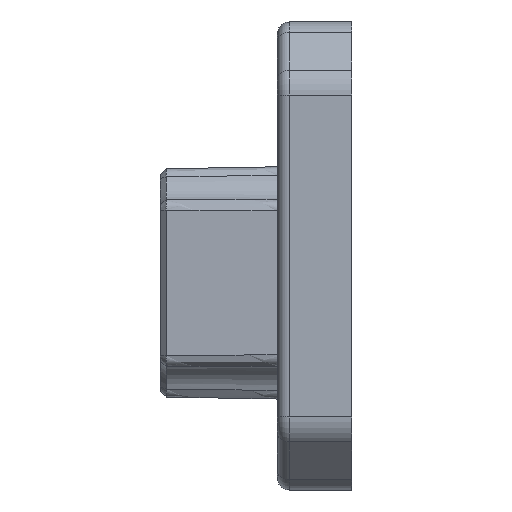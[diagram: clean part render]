
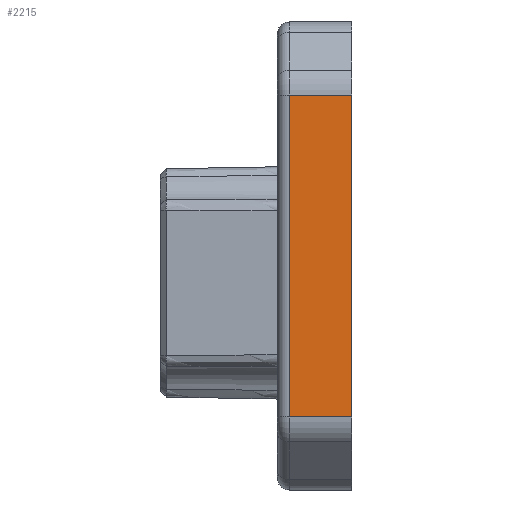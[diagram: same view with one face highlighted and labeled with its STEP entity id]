
A CAD part, front view. The second image highlights one B-rep face of the part: STEP entity #2215.
In plain terms, the highlighted planar face has unit normal (0, -1, 0).
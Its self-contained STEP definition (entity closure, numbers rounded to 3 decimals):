
#249=PLANE('',#2415);
#273=LINE('',#3033,#405);
#311=LINE('',#3690,#443);
#312=LINE('',#3693,#444);
#316=LINE('',#3704,#448);
#405=VECTOR('',#2553,10.);
#443=VECTOR('',#2707,10.);
#444=VECTOR('',#2710,10.);
#448=VECTOR('',#2724,10.);
#593=FACE_OUTER_BOUND('',#733,.T.);
#733=EDGE_LOOP('',(#1653,#1654,#1655,#1656));
#926=VERTEX_POINT('',#3025);
#928=VERTEX_POINT('',#3031);
#993=VERTEX_POINT('',#3688);
#994=VERTEX_POINT('',#3692);
#1148=EDGE_CURVE('',#928,#926,#273,.T.);
#1237=EDGE_CURVE('',#993,#928,#311,.T.);
#1238=EDGE_CURVE('',#926,#994,#312,.T.);
#1244=EDGE_CURVE('',#994,#993,#316,.T.);
#1653=ORIENTED_EDGE('',*,*,#1148,.F.);
#1654=ORIENTED_EDGE('',*,*,#1237,.F.);
#1655=ORIENTED_EDGE('',*,*,#1244,.F.);
#1656=ORIENTED_EDGE('',*,*,#1238,.F.);
#2215=ADVANCED_FACE('',(#593),#249,.T.);
#2415=AXIS2_PLACEMENT_3D('',#3703,#2722,#2723);
#2553=DIRECTION('',(0.,0.,1.));
#2707=DIRECTION('',(-1.,0.,0.));
#2710=DIRECTION('',(1.,0.,0.));
#2722=DIRECTION('center_axis',(0.,-1.,0.));
#2723=DIRECTION('ref_axis',(0.,0.,
-1.));
#2724=DIRECTION('',(0.,0.,-1.));
#3025=CARTESIAN_POINT('',(367.95,118.6,-111.243));
#3031=CARTESIAN_POINT('',(367.95,118.6,-138.757));
#3033=CARTESIAN_POINT('',(367.95,118.6,-115.));
#3688=CARTESIAN_POINT('',(373.3,118.6,-138.757));
#3690=CARTESIAN_POINT('',(366.95,118.6,-138.757));
#3692=CARTESIAN_POINT('',(373.3,118.6,-111.243));
#3693=CARTESIAN_POINT('',(366.95,118.6,-111.243));
#3703=CARTESIAN_POINT('Origin',(366.95,118.6,-105.));
#3704=CARTESIAN_POINT('',(373.3,118.6,-115.));
